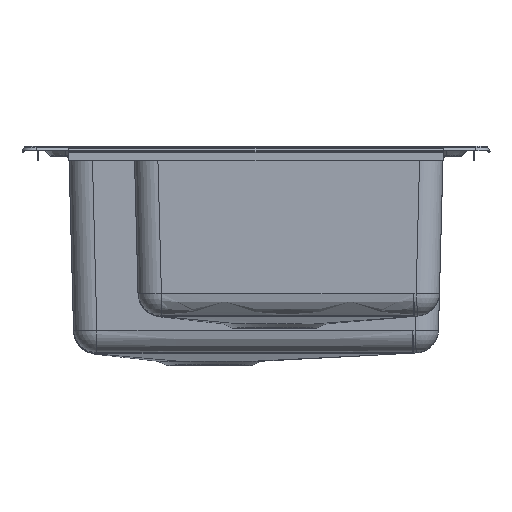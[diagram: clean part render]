
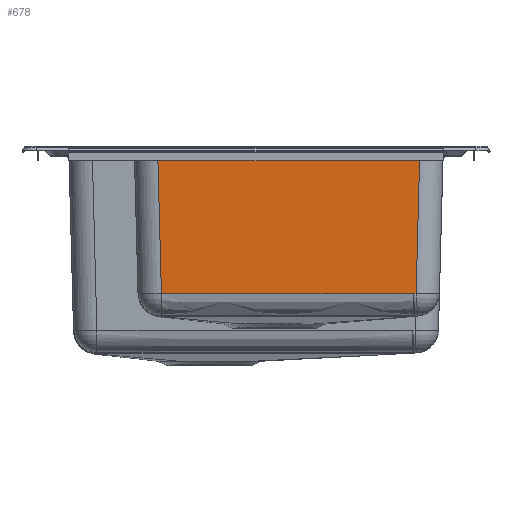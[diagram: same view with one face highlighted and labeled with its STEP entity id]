
A CAD part, left-side view. The second image highlights one B-rep face of the part: STEP entity #678.
In plain terms, the highlighted planar face has unit normal (-1, 0, -0.026).
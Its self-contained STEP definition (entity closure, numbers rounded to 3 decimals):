
#678=ADVANCED_FACE('',(#1427),#1023,.F.);
#1023=PLANE('',#8843);
#1427=FACE_OUTER_BOUND('',#2267,.T.);
#1674=B_SPLINE_CURVE_WITH_KNOTS('',3,(#14535,#14536,#14537,#14538),.UNSPECIFIED.,
.F.,.F.,(4,4),(0.,1.),.UNSPECIFIED.);
#1675=B_SPLINE_CURVE_WITH_KNOTS('',3,(#14551,#14552,#14553,#14554,#14555,
#14556,#14557,#14558,#14559,#14560,#14561,#14562,#14563),.UNSPECIFIED.,.F.,
.F.,(4,3,3,3,4),(0.,0.161,0.505,0.85,
1.),.UNSPECIFIED.);
#2267=EDGE_LOOP('',(#4419,#4420,#4421,#4422,#4423));
#4419=ORIENTED_EDGE('',*,*,#6811,.T.);
#4420=ORIENTED_EDGE('',*,*,#6824,.T.);
#4421=ORIENTED_EDGE('',*,*,#6820,.T.);
#4422=ORIENTED_EDGE('',*,*,#6791,.T.);
#4423=ORIENTED_EDGE('',*,*,#6790,.T.);
#5751=VERTEX_POINT('',#14355);
#5759=VERTEX_POINT('',#14534);
#5760=VERTEX_POINT('',#14564);
#5768=VERTEX_POINT('',#14748);
#5773=VERTEX_POINT('',#14768);
#6790=EDGE_CURVE('',#5751,#5759,#1674,.T.);
#6791=EDGE_CURVE('',#5760,#5751,#1675,.T.);
#6811=EDGE_CURVE('',#5759,#5768,#7643,.T.);
#6820=EDGE_CURVE('',#5773,#5760,#7650,.T.);
#6824=EDGE_CURVE('',#5768,#5773,#7653,.T.);
#7643=LINE('',#14749,#8196);
#7650=LINE('',#14767,#8203);
#7653=LINE('',#14775,#8206);
#8196=VECTOR('',#10592,1.);
#8203=VECTOR('',#10613,1.);
#8206=VECTOR('',#10622,1.);
#8843=AXIS2_PLACEMENT_3D('',#14776,#10623,#10624);
#10592=DIRECTION('',(-0.026,-0.026,0.999));
#10613=DIRECTION('',(0.026,-0.026,-0.999));
#10622=DIRECTION('',(0.,1.,0.));
#10623=DIRECTION('',(1.,0.,0.026));
#10624=DIRECTION('',(0.026,0.,-1.));
#14355=CARTESIAN_POINT('',(-221.135,-168.225,-152.623));
#14534=CARTESIAN_POINT('',(-221.14,-171.149,-152.411));
#14535=CARTESIAN_POINT('',(-221.135,-168.225,-152.623));
#14536=CARTESIAN_POINT('',(-221.137,-169.2,-152.553));
#14537=CARTESIAN_POINT('',(-221.138,-170.174,-152.482));
#14538=CARTESIAN_POINT('',(-221.14,-171.149,-152.411));
#14551=CARTESIAN_POINT('',(-221.133,101.142,-152.688));
#14552=CARTESIAN_POINT('',(-221.132,86.664,-152.74));
#14553=CARTESIAN_POINT('',(-221.13,72.186,-152.788));
#14554=CARTESIAN_POINT('',(-221.129,57.709,-152.83));
#14555=CARTESIAN_POINT('',(-221.127,26.806,-152.919));
#14556=CARTESIAN_POINT('',(-221.126,-4.096,-152.971));
#14557=CARTESIAN_POINT('',(-221.126,-34.999,-152.957));
#14558=CARTESIAN_POINT('',(-221.126,-65.902,-152.943));
#14559=CARTESIAN_POINT('',(-221.128,-96.804,-152.866));
#14560=CARTESIAN_POINT('',(-221.131,-127.707,-152.765));
#14561=CARTESIAN_POINT('',(-221.132,-141.213,-152.721));
#14562=CARTESIAN_POINT('',(-221.133,-154.719,-152.673));
#14563=CARTESIAN_POINT('',(-221.135,-168.225,-152.623));
#14564=CARTESIAN_POINT('',(-221.133,101.142,-152.688));
#14748=CARTESIAN_POINT('',(-224.872,-174.881,-9.895));
#14749=CARTESIAN_POINT('',(-224.904,-174.912,-8.687));
#14767=CARTESIAN_POINT('',(-224.904,104.912,-8.687));
#14768=CARTESIAN_POINT('',(-224.872,104.881,-9.895));
#14775=CARTESIAN_POINT('',(-224.872,104.983,-9.895));
#14776=CARTESIAN_POINT('',(-225.,-35.,-5.026));
